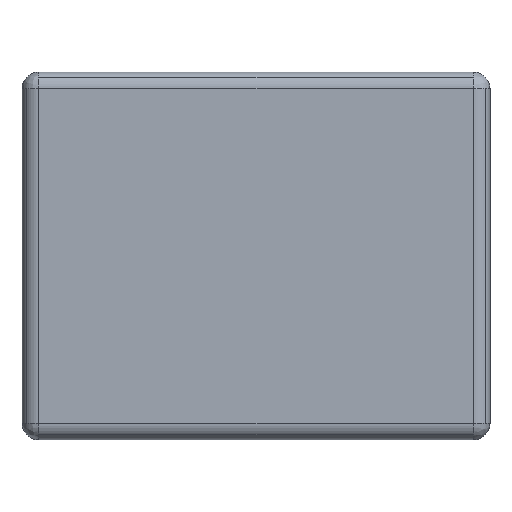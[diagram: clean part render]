
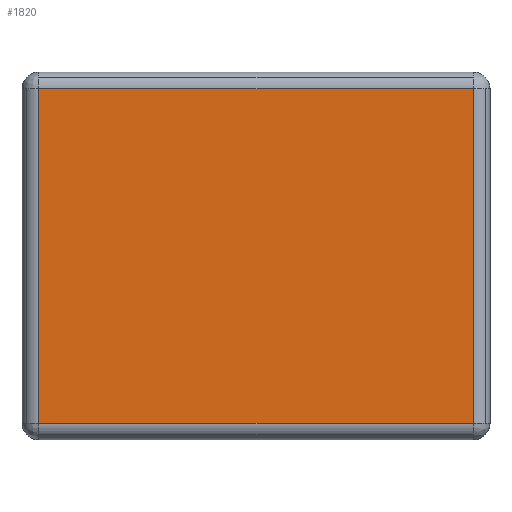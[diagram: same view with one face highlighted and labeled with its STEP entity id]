
A CAD part, left-side view. The second image highlights one B-rep face of the part: STEP entity #1820.
In plain terms, the highlighted free-form (B-spline) face has degree [1, 1] with [2, 2] control points.
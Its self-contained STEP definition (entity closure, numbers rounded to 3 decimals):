
#164=CARTESIAN_POINT('',(-1.1,0.65,1.05));
#165=VERTEX_POINT('',#164);
#173=CARTESIAN_POINT('',(-1.1,-0.65,1.05));
#174=VERTEX_POINT('',#173);
#175=CARTESIAN_POINT('',(-1.1,-0.65,1.05));
#176=DIRECTION('',(0.0,1.0,0.0));
#177=VECTOR('',#176,1.3);
#178=LINE('',#175,#177);
#179=EDGE_CURVE('',#174,#165,#178,.T.);
#227=CARTESIAN_POINT('',(-1.1,0.65,0.05));
#228=VERTEX_POINT('',#227);
#236=CARTESIAN_POINT('',(-1.1,0.65,1.05));
#237=DIRECTION('',(0.0,0.0,-1.0));
#238=VECTOR('',#237,1.0);
#239=LINE('',#236,#238);
#240=EDGE_CURVE('',#165,#228,#239,.T.);
#597=CARTESIAN_POINT('',(-1.1,-0.65,0.05));
#598=VERTEX_POINT('',#597);
#606=CARTESIAN_POINT('',(-1.1,0.65,0.05));
#607=DIRECTION('',(0.0,-1.0,0.0));
#608=VECTOR('',#607,1.3);
#609=LINE('',#606,#608);
#610=EDGE_CURVE('',#228,#598,#609,.T.);
#1497=CARTESIAN_POINT('',(-1.1,-0.65,0.05));
#1498=DIRECTION('',(0.0,0.0,1.0));
#1499=VECTOR('',#1498,1.0);
#1500=LINE('',#1497,#1499);
#1501=EDGE_CURVE('',#598,#174,#1500,.T.);
#1809=CARTESIAN_POINT('',(-1.1,0.65,1.05));
#1810=CARTESIAN_POINT('',(-1.1,0.65,0.05));
#1811=CARTESIAN_POINT('',(-1.1,-0.65,1.05));
#1812=CARTESIAN_POINT('',(-1.1,-0.65,0.05));
#1813=B_SPLINE_SURFACE_WITH_KNOTS('',1,1,((#1809,#1811),(#1810,#1812)),.UNSPECIFIED.,.F.,.F.,.U.,(2,2),(2,2),(0.0,1.0),(0.0,1.3),.UNSPECIFIED.);
#1814=ORIENTED_EDGE('',*,*,#610,.T.);
#1815=ORIENTED_EDGE('',*,*,#1501,.T.);
#1816=ORIENTED_EDGE('',*,*,#179,.T.);
#1817=ORIENTED_EDGE('',*,*,#240,.T.);
#1818=EDGE_LOOP('',(#1814,#1815,#1816,#1817));
#1819=FACE_OUTER_BOUND('',#1818,.T.);
#1820=ADVANCED_FACE('',(#1819),#1813,.T.);
